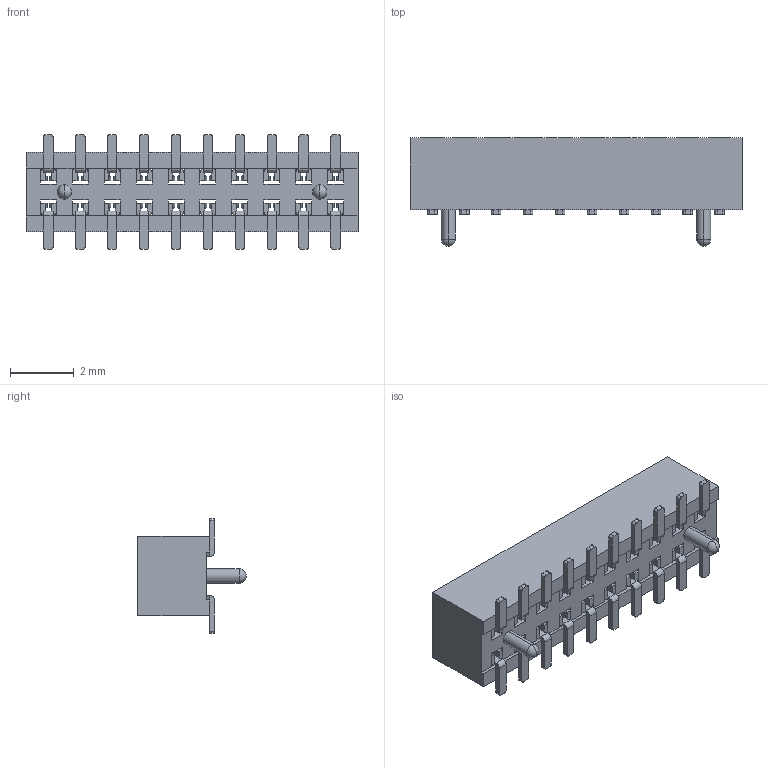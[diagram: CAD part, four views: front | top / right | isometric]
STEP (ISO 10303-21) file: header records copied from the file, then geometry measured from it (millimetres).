
FILE_DESCRIPTION (( 'STEP AP214' ), '1' );
FILE_NAME ('M40-3101045R.STEP', '2020-04-08T12:42:50', ( '' ), ( '' ), 'SwSTEP 2.0', 'SolidWorks 2018', '' );
FILE_SCHEMA (( 'AUTOMOTIVE_DESIGN' ));
Length unit declared in the file: millimetre
Products named in the file (1): M40-3101045R
Bounding box: 10.4 x 3.4 x 3.6 mm (x, y, z)
Volume: 50.1 mm3; surface area: 266.8 mm2
Topology: 21 solids, 21 shells, 1058 faces, 2708 edges, 1670 vertices
Faces by surface type: plane 750, cylinder 304, sphere 4
Entity records: 41099 total; most frequent: CARTESIAN_POINT 5905, ORIENTED_EDGE 5400, DIRECTION 5190, EDGE_CURVE 2700, VECTOR 2088, LINE 2088, VERTEX_POINT 1666, AXIS2_PLACEMENT_3D 1551
